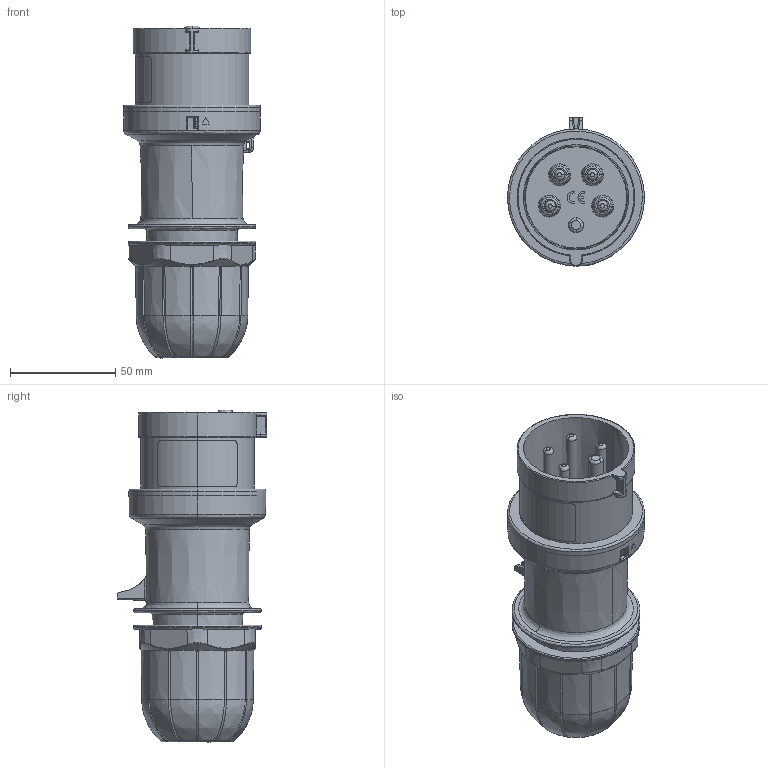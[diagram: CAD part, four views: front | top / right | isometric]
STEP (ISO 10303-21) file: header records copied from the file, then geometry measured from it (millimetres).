
FILE_DESCRIPTION (( 'STEP AP214' ), '1' );
FILE_NAME ('CATSTD-0S416-0P6-M01.STEP', '2019-12-20T16:04:36', ( '' ), ( '' ), 'SwSTEP 2.0', 'SolidWorks 2017', '' );
FILE_SCHEMA (( 'AUTOMOTIVE_DESIGN' ));
Length unit declared in the file: millimetre
Products named in the file (1): CATSTD-0S416-0P6-M01
Bounding box: 65 x 70.8 x 157.5 mm (x, y, z)
Volume: 147508.2 mm3; surface area: 125714.5 mm2
Topology: 14 solids, 14 shells, 3346 faces, 8650 edges, 5370 vertices
Faces by surface type: bspline 1107, plane 955, cylinder 828, cone 432, torus 24
Entity records: 167036 total; most frequent: CARTESIAN_POINT 97591, ORIENTED_EDGE 17206, DIRECTION 10418, EDGE_CURVE 8603, VERTEX_POINT 5371, B_SPLINE_CURVE_WITH_KNOTS 3936, AXIS2_PLACEMENT_3D 3918, EDGE_LOOP 3492
